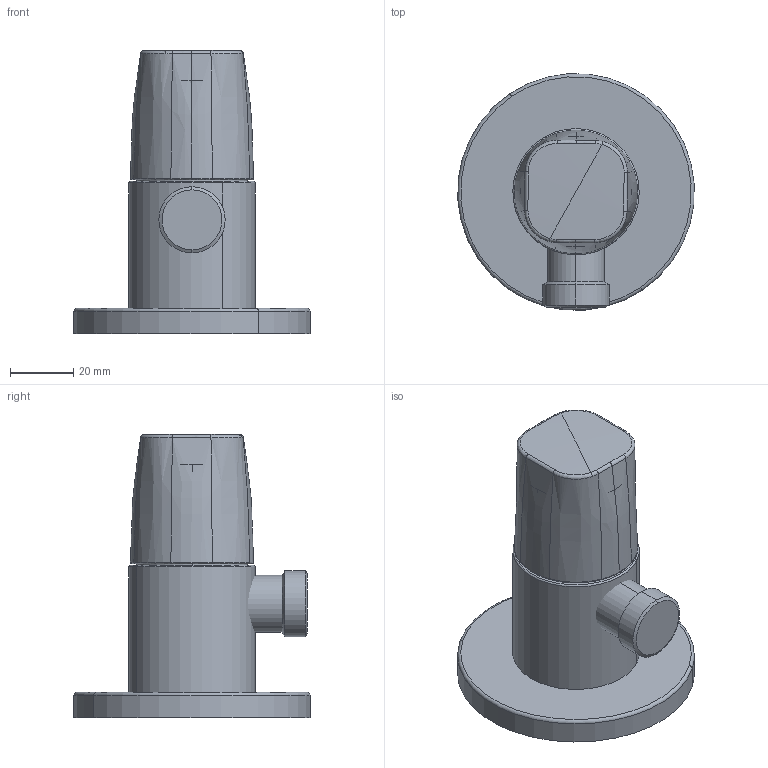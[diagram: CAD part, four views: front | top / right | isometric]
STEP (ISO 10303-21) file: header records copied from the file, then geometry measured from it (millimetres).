
FILE_DESCRIPTION (( 'STEP AP203' ), '1' );
FILE_NAME ('51570163.STEP', '2017-06-30T08:59:18', ( '' ), ( '' ), 'SwSTEP 2.0', 'SolidWorks 2016', '' );
FILE_SCHEMA (( 'CONFIG_CONTROL_DESIGN' ));
Length unit declared in the file: millimetre
Products named in the file (1): 51570163
Bounding box: 74.82 x 74.82 x 89.7 mm (x, y, z)
Volume: 167306.3 mm3; surface area: 30401.6 mm2
Topology: 4 solids, 4 shells, 60 faces, 122 edges, 71 vertices
Faces by surface type: bspline 32, cylinder 10, plane 8, torus 4, cone 4, sphere 2
Entity records: 4036 total; most frequent: CARTESIAN_POINT 2937, ORIENTED_EDGE 244, DIRECTION 136, EDGE_CURVE 122, B_SPLINE_CURVE_WITH_KNOTS 76, VERTEX_POINT 71, AXIS2_PLACEMENT_3D 61, EDGE_LOOP 61
